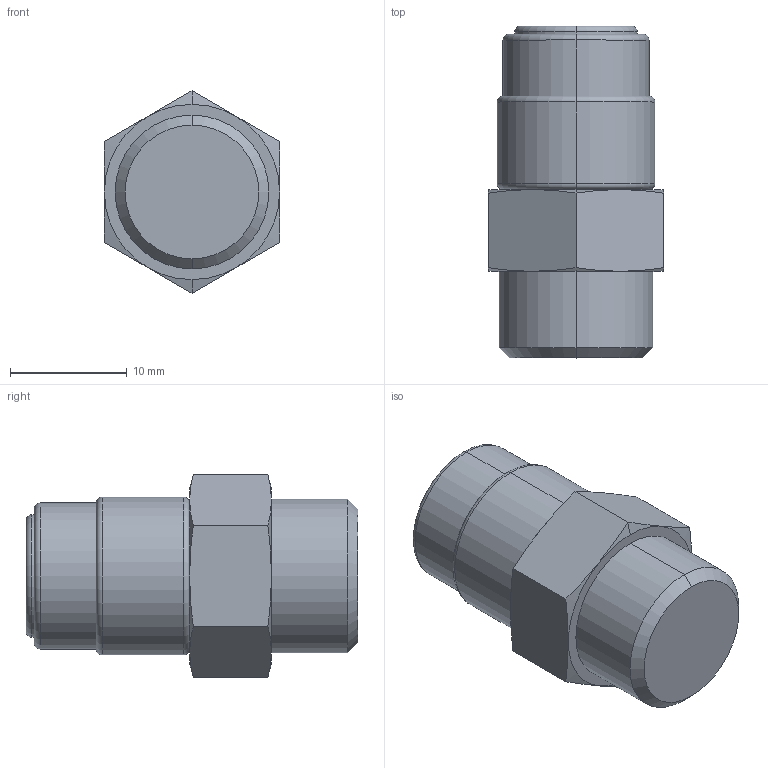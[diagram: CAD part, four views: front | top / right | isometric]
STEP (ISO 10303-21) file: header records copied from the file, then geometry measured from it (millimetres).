
FILE_DESCRIPTION(('HOOPS Exchange Step'),'2;1');
FILE_NAME('export-6378BA91-3408-4D4D-A4D5-A5B3E146AED9.stp','2022-06-13T11:28:00+02:00',('Engineering'),('Alibre'),'HOOPS Exchange 2021.0','Alibre','Unknown authorisation');
FILE_SCHEMA( ('AP242_MANAGED_MODEL_BASED_3D_ENGINEERING_MIM_LF {1 0 10303 442 1 1 4 }') );
Length unit declared in the file: millimetre
Products named in the file (1): 4664 W0970520002 MW SVE Silenced Exhaust Flow Regulator
Bounding box: 15 x 28.4 x 17.32 mm (x, y, z)
Volume: 4200 mm3; surface area: 1605 mm2
Topology: 1 solids, 1 shells, 45 faces, 92 edges, 52 vertices
Faces by surface type: cone 18, plane 11, cylinder 8, torus 8
Entity records: 1185 total; most frequent: CARTESIAN_POINT 239, DIRECTION 210, ORIENTED_EDGE 184, AXIS2_PLACEMENT_3D 95, EDGE_CURVE 92, VERTEX_POINT 52, EDGE_LOOP 48, FACE_BOUND 48
